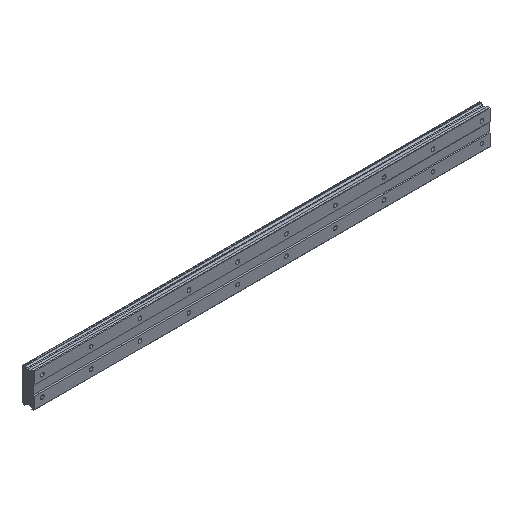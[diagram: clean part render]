
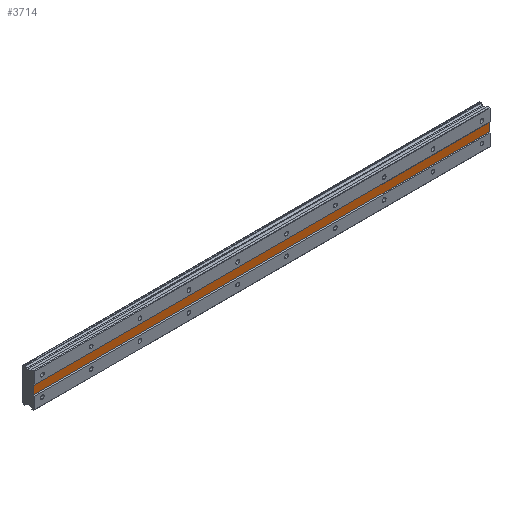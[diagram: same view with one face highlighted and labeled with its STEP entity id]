
A CAD part, isometric view. The second image highlights one B-rep face of the part: STEP entity #3714.
In plain terms, the highlighted planar face has unit normal (0, -1, 0).
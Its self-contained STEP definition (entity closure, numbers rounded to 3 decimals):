
#124 = EDGE_LOOP ( 'NONE', ( #399, #3231, #3277, #2966 ) ) ;
#399 = ORIENTED_EDGE ( 'NONE', *, *, #2014, .T. ) ;
#441 = CARTESIAN_POINT ( 'NONE',  ( 550., 1., 5. ) ) ;
#512 = VERTEX_POINT ( 'NONE', #1737 ) ;
#714 = DIRECTION ( 'NONE',  ( 1., 0., 0. ) ) ;
#718 = EDGE_CURVE ( 'NONE', #2173, #2514, #2077, .T. ) ;
#748 = DIRECTION ( 'NONE',  ( 0., 1., 0. ) ) ;
#752 = EDGE_CURVE ( 'NONE', #923, #512, #2223, .T. ) ;
#822 = VECTOR ( 'NONE', #714, 1000. ) ;
#923 = VERTEX_POINT ( 'NONE', #1700 ) ;
#964 = LINE ( 'NONE', #1638, #3107 ) ;
#1098 = CARTESIAN_POINT ( 'NONE',  ( 550., 1., 20.827 ) ) ;
#1220 = EDGE_CURVE ( 'NONE', #923, #2173, #1766, .T. ) ;
#1226 = CARTESIAN_POINT ( 'NONE',  ( 550., 1., -5. ) ) ;
#1638 = CARTESIAN_POINT ( 'NONE',  ( 550., 1., -5. ) ) ;
#1700 = CARTESIAN_POINT ( 'NONE',  ( -10., 1., 5. ) ) ;
#1709 = FACE_OUTER_BOUND ( 'NONE', #124, .T. ) ;
#1737 = CARTESIAN_POINT ( 'NONE',  ( -10., 1., -5. ) ) ;
#1766 = LINE ( 'NONE', #3093, #822 ) ;
#2014 = EDGE_CURVE ( 'NONE', #512, #2514, #964, .T. ) ;
#2077 = LINE ( 'NONE', #1098, #4162 ) ;
#2173 = VERTEX_POINT ( 'NONE', #2557 ) ;
#2223 = LINE ( 'NONE', #3841, #4094 ) ;
#2304 = AXIS2_PLACEMENT_3D ( 'NONE', #441, #748, #4086 ) ;
#2400 = DIRECTION ( 'NONE',  ( 0., 0., -1. ) ) ;
#2514 = VERTEX_POINT ( 'NONE', #1226 ) ;
#2557 = CARTESIAN_POINT ( 'NONE',  ( 550., 1., 5. ) ) ;
#2577 = DIRECTION ( 'NONE',  ( 0., 0., -1. ) ) ;
#2966 = ORIENTED_EDGE ( 'NONE', *, *, #752, .T. ) ;
#3093 = CARTESIAN_POINT ( 'NONE',  ( 550., 1., 5. ) ) ;
#3107 = VECTOR ( 'NONE', #3958, 1000. ) ;
#3231 = ORIENTED_EDGE ( 'NONE', *, *, #718, .F. ) ;
#3277 = ORIENTED_EDGE ( 'NONE', *, *, #1220, .F. ) ;
#3714 = ADVANCED_FACE ( 'NONE', ( #1709 ), #4038, .F. ) ;
#3841 = CARTESIAN_POINT ( 'NONE',  ( -10., 1., 20.827 ) ) ;
#3958 = DIRECTION ( 'NONE',  ( 1., 0., 0. ) ) ;
#4038 = PLANE ( 'NONE',  #2304 ) ;
#4086 = DIRECTION ( 'NONE',  ( 0., 0., 1. ) ) ;
#4094 = VECTOR ( 'NONE', #2577, 1000. ) ;
#4162 = VECTOR ( 'NONE', #2400, 1000. ) ;
